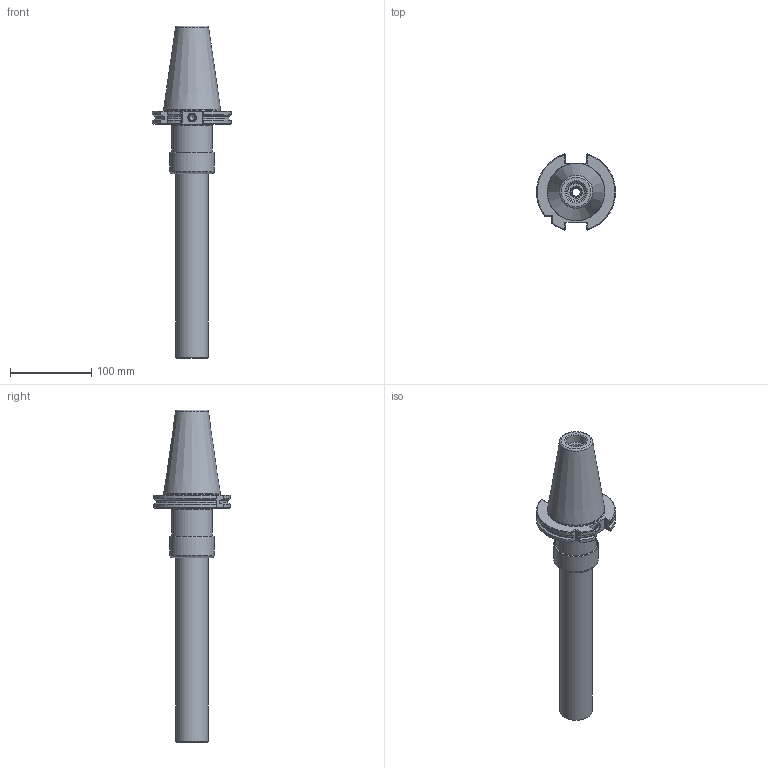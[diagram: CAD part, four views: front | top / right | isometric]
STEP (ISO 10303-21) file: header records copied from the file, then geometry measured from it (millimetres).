
FILE_DESCRIPTION(/* description */ (''),/* implementation_level */ '2;1');
FILE_NAME(/* name */ '885216150.stp',/* time_stamp */ '2021-10-13T12:16:11',/* author */ ('LRA'),/* organization */ ('REGO-FIX'),/* preprocessor_version */ ' Unknown',/* originating_system */ 'SIEMENS PLM Software Solid Edge ST10',/* authorization */ 'Unknown');
FILE_SCHEMA (('AUTOMOTIVE_DESIGN { 1 0 10303 214 2 1 1}'));
Length unit declared in the file: millimetre
Products named in the file (1): NOCUT
Bounding box: 97.32 x 93.58 x 408.6 mm (x, y, z)
Volume: 676812.2 mm3; surface area: 105031.2 mm2
Topology: 1 solids, 3 shells, 148 faces, 357 edges, 224 vertices
Faces by surface type: plane 50, cone 40, cylinder 35, torus 23
Full cylindrical faces by diameter (mm): 7 x1, 10 x1, 10.1 x1, 10.106 x1, 13 x1, 20.752 x1, 23.5 x1, 25 x1, 30.5 x1, 31.6 x1, 33 x1, 40 x1, 40.2 x1, 42 x1, 45 x1, 48.376 x2, 50 x1, 50.05 x1, 51.3 x1, 54.8 x1
Entity records: 4985 total; most frequent: DIRECTION 729, CARTESIAN_POINT 696, ORIENTED_EDGE 554, AXIS2_PLACEMENT_3D 317, EDGE_CURVE 277, FACE_BOUND 230, EDGE_LOOP 229, VERTEX_POINT 211
